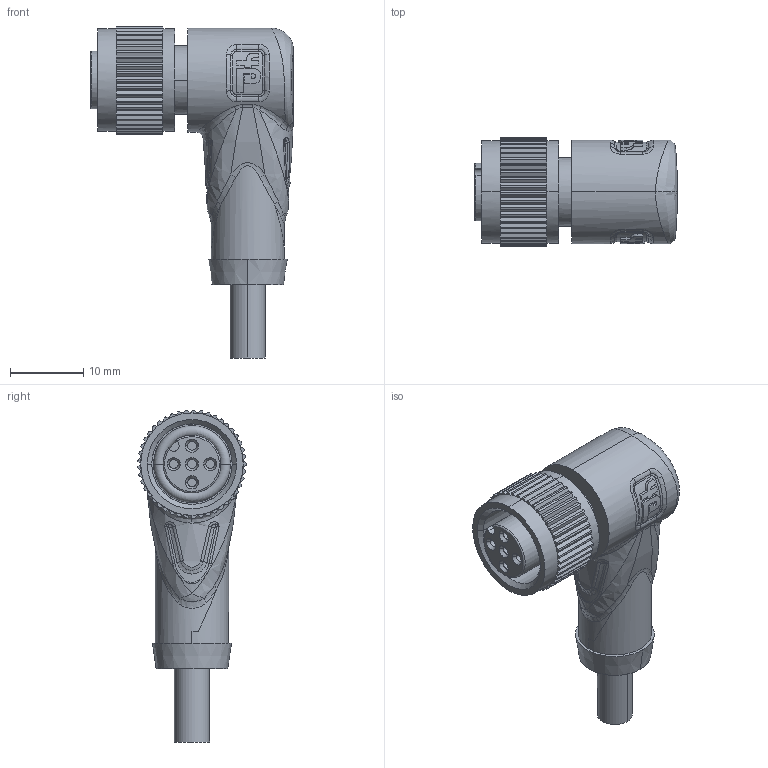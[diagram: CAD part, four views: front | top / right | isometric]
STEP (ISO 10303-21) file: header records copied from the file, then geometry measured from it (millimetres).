
FILE_DESCRIPTION((''),'2;1');
FILE_NAME('DM_CAD-1926','2014-01-13T',('creinig-se'),(''),'PRO/ENGINEER BY PARAMETRIC TECHNOLOGY CORPORATION, 2013050','PRO/ENGINEER BY PARAMETRIC TECHNOLOGY CORPORATION, 2013050','');
FILE_SCHEMA(('CONFIG_CONTROL_DESIGN'));
Length unit declared in the file: millimetre
Products named in the file (1): DM_CAD-1926
Bounding box: 27.75 x 14.79 x 45.4 mm (x, y, z)
Volume: 5682.5 mm3; surface area: 3819.3 mm2
Topology: 1 solids, 1 shells, 485 faces, 1130 edges, 669 vertices
Faces by surface type: plane 244, bspline 116, cylinder 105, cone 14, torus 4, sphere 2
Entity records: 24646 total; most frequent: CARTESIAN_POINT 9990, ORIENTED_EDGE 2260, DIRECTION 2032, EDGE_CURVE 1130, AXIS2_PLACEMENT_3D 764, VERTEX_POINT 669, FILL_AREA_STYLE_COLOUR 646, FILL_AREA_STYLE 646
